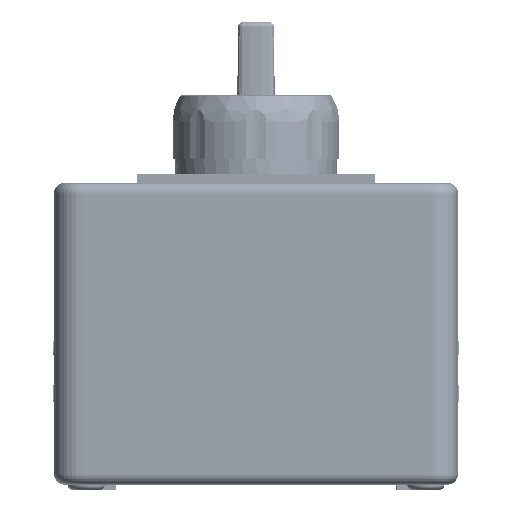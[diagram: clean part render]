
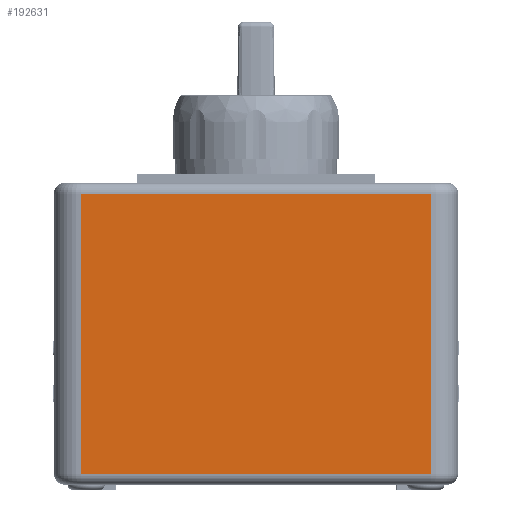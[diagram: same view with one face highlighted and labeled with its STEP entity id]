
A CAD part, front view. The second image highlights one B-rep face of the part: STEP entity #192631.
In plain terms, the highlighted planar face has unit normal (0, -1, 0).
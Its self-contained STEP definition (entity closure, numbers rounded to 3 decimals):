
#15691=FACE_OUTER_BOUND('',#26128,.T.);
#26128=EDGE_LOOP('',(#143145,#143146,#143147,#143148));
#38432=LINE('',#286827,#56706);
#40901=LINE('',#300844,#59175);
#40903=LINE('',#300850,#59177);
#40904=LINE('',#300851,#59178);
#56706=VECTOR('',#223491,10.);
#59175=VECTOR('',#228222,10.);
#59177=VECTOR('',#228228,10.);
#59178=VECTOR('',#228229,10.);
#77892=VERTEX_POINT('',#286821);
#77893=VERTEX_POINT('',#286825);
#80330=VERTEX_POINT('',#300843);
#80332=VERTEX_POINT('',#300849);
#99135=EDGE_CURVE('',#77893,#77892,#38432,.T.);
#102827=EDGE_CURVE('',#77892,#80330,#40901,.T.);
#102830=EDGE_CURVE('',#80332,#77893,#40903,.T.);
#102831=EDGE_CURVE('',#80330,#80332,#40904,.T.);
#143145=ORIENTED_EDGE('',*,*,#102827,.F.);
#143146=ORIENTED_EDGE('',*,*,#99135,.F.);
#143147=ORIENTED_EDGE('',*,*,#102830,.F.);
#143148=ORIENTED_EDGE('',*,*,#102831,.F.);
#174705=PLANE('',#202926);
#192631=ADVANCED_FACE('',(#15691),#174705,.T.);
#202926=AXIS2_PLACEMENT_3D('',#300848,#228226,#228227);
#223491=DIRECTION('',(1.,0.,0.));
#228222=DIRECTION('',(0.,0.,-1.));
#228226=DIRECTION('center_axis',(0.,-1.,0.));
#228227=DIRECTION('ref_axis',(0.,0.,-1.));
#228228=DIRECTION('',(0.,0.,1.));
#228229=DIRECTION('',(-1.,0.,0.));
#286821=CARTESIAN_POINT('',(32.5,-40.,54.));
#286825=CARTESIAN_POINT('',(-32.5,-40.,54.));
#286827=CARTESIAN_POINT('',(-18.75,-40.,54.));
#300843=CARTESIAN_POINT('',(32.5,-40.,2.));
#300844=CARTESIAN_POINT('',(32.5,-40.,0.));
#300848=CARTESIAN_POINT('Origin',(37.5,-40.,0.));
#300849=CARTESIAN_POINT('',(-32.5,-40.,2.));
#300850=CARTESIAN_POINT('',(-32.5,-40.,0.));
#300851=CARTESIAN_POINT('',(18.75,-40.,2.));
